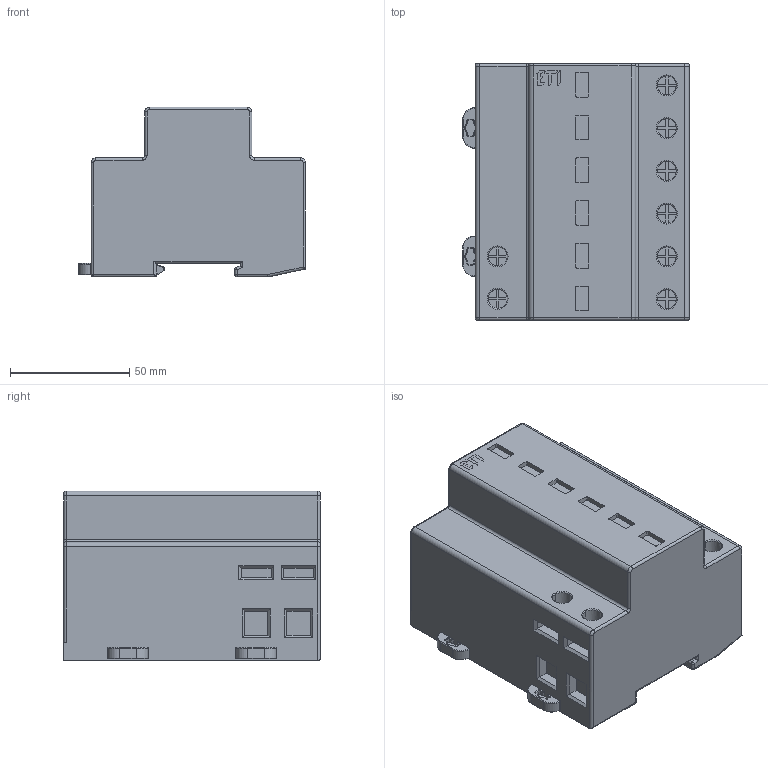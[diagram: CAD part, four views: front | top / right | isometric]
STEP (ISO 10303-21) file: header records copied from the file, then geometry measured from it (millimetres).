
FILE_DESCRIPTION((''),'2;1');
FILE_NAME('ETITEC_T_WENT_6_0_RC_ASM','2020-12-22T',('marketing.praksa'),('Audax d.o.o.'),'CREO PARAMETRIC BY PTC INC, 2017480','CREO PARAMETRIC BY PTC INC, 2017480','');
FILE_SCHEMA(('AUTOMOTIVE_DESIGN { 1 0 10303 214 1 1 1 1 }'));
Products named in the file (8): PROBLOC_SAFEBLOX_EXT_6TE_RC_20_; 56_0629_ETITEC_T_WENT_320_25__1_ASM; TMP_DWG_65_1_1_1; TMP_DWG_65_1_2_1; TMP_DWG_65_1_3_1; CRM-82TO_1_ASM; ASM0039_ASM; ETITEC_T_WENT_6_0_RC_ASM
Assembly tree (7 placements, depth 4):
  ETITEC_T_WENT_6_0_RC_ASM
    56_0629_ETITEC_T_WENT_320_25__1_ASM
      PROBLOC_SAFEBLOX_EXT_6TE_RC_20_
    ASM0039_ASM
      CRM-82TO_1_ASM
        TMP_DWG_65_1_1_1
        TMP_DWG_65_1_2_1
        TMP_DWG_65_1_3_1
Bounding box: 95.25 x 107.7 x 71.34 mm (x, y, z)
Volume: 554042.9 mm3; surface area: 51225.1 mm2
Topology: 4 solids, 4 shells, 604 faces, 1542 edges, 976 vertices
Faces by surface type: plane 351, cylinder 173, torus 50, bspline 26, sphere 4
Entity records: 26801 total; most frequent: CARTESIAN_POINT 5085, DIRECTION 3173, ORIENTED_EDGE 3076, PRESENTATION_STYLE_ASSIGNMENT 1786, STYLED_ITEM 1542, CURVE_STYLE 1538, EDGE_CURVE 1538, AXIS2_PLACEMENT_3D 1089
